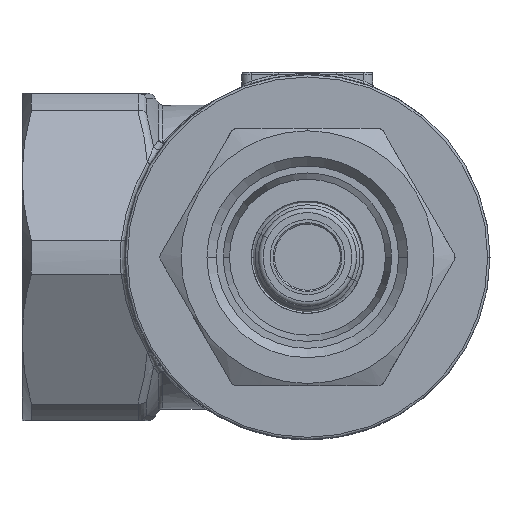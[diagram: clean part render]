
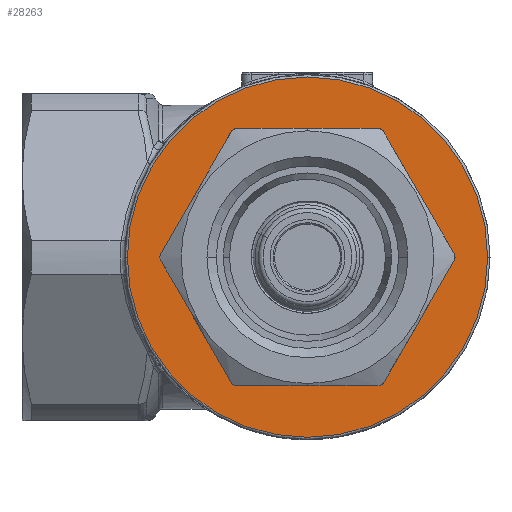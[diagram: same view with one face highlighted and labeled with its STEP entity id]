
A CAD part, front view. The second image highlights one B-rep face of the part: STEP entity #28263.
In plain terms, the highlighted planar face has unit normal (0, -1, 0).
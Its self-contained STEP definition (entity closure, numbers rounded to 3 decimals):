
#5465 = EDGE_LOOP ( 'NONE', ( #23218, #23214 ) ) ;
#5466 = EDGE_LOOP ( 'NONE', ( #16951, #23275 ) ) ;
#6928 = FACE_OUTER_BOUND ( 'NONE', #5465, .T. ) ;
#6943 = FACE_BOUND ( 'NONE', #5466, .T. ) ;
#6945 = PLANE ( 'NONE',  #26471 ) ;
#6954 = CARTESIAN_POINT ( 'NONE',  ( 0., -63.92, 0. ) ) ;
#6955 = DIRECTION ( 'NONE',  ( 0., -1., 0. ) ) ;
#6956 = DIRECTION ( 'NONE',  ( -1., 0., 0. ) ) ;
#8085 = CARTESIAN_POINT ( 'NONE',  ( 0., -63.92, 25.75 ) ) ;
#8259 = CARTESIAN_POINT ( 'NONE',  ( 0., -63.92, -25.75 ) ) ;
#15824 = CIRCLE ( 'NONE', #15827, 25.75 ) ;
#15827 = AXIS2_PLACEMENT_3D ( 'NONE', #25115, #25116, #25117 ) ;
#16951 = ORIENTED_EDGE ( 'NONE', *, *, #33802, .T. ) ;
#23214 = ORIENTED_EDGE ( 'NONE', *, *, #26163, .T. ) ;
#23218 = ORIENTED_EDGE ( 'NONE', *, *, #26168, .T. ) ;
#23275 = ORIENTED_EDGE ( 'NONE', *, *, #26173, .T. ) ;
#23526 = AXIS2_PLACEMENT_3D ( 'NONE', #32914, #32915, #32916 ) ;
#23534 = CIRCLE ( 'NONE', #23526, 38.5 ) ;
#23535 = CIRCLE ( 'NONE', #23540, 38.5 ) ;
#23537 = CIRCLE ( 'NONE', #23544, 25.75 ) ;
#23540 = AXIS2_PLACEMENT_3D ( 'NONE', #32922, #32923, #32924 ) ;
#23544 = AXIS2_PLACEMENT_3D ( 'NONE', #32928, #32929, #32930 ) ;
#23615 = VERTEX_POINT ( 'NONE', #32671 ) ;
#23618 = VERTEX_POINT ( 'NONE', #32674 ) ;
#25115 = CARTESIAN_POINT ( 'NONE',  ( 0., -63.92, 0. ) ) ;
#25116 = DIRECTION ( 'NONE',  ( 0., 1., 0. ) ) ;
#25117 = DIRECTION ( 'NONE',  ( -1., 0., 0. ) ) ;
#26163 = EDGE_CURVE ( 'NONE', #23618, #23615, #23534, .T. ) ;
#26168 = EDGE_CURVE ( 'NONE', #23615, #23618, #23535, .T. ) ;
#26173 = EDGE_CURVE ( 'NONE', #28518, #28584, #23537, .T. ) ;
#26471 = AXIS2_PLACEMENT_3D ( 'NONE', #6954, #6955, #6956 ) ;
#28263 = ADVANCED_FACE ( 'NONE', ( #6943, #6928 ), #6945, .T. ) ;
#28518 = VERTEX_POINT ( 'NONE', #8085 ) ;
#28584 = VERTEX_POINT ( 'NONE', #8259 ) ;
#32671 = CARTESIAN_POINT ( 'NONE',  ( 38.5, -63.92, 0. ) ) ;
#32674 = CARTESIAN_POINT ( 'NONE',  ( -38.5, -63.92, 0. ) ) ;
#32914 = CARTESIAN_POINT ( 'NONE',  ( 0., -63.92, 0. ) ) ;
#32915 = DIRECTION ( 'NONE',  ( 0., -1., 0. ) ) ;
#32916 = DIRECTION ( 'NONE',  ( -1., 0., 0. ) ) ;
#32922 = CARTESIAN_POINT ( 'NONE',  ( 0., -63.92, 0. ) ) ;
#32923 = DIRECTION ( 'NONE',  ( 0., -1., 0. ) ) ;
#32924 = DIRECTION ( 'NONE',  ( -1., 0., 0. ) ) ;
#32928 = CARTESIAN_POINT ( 'NONE',  ( 0., -63.92, 0. ) ) ;
#32929 = DIRECTION ( 'NONE',  ( 0., 1., 0. ) ) ;
#32930 = DIRECTION ( 'NONE',  ( -1., 0., 0. ) ) ;
#33802 = EDGE_CURVE ( 'NONE', #28584, #28518, #15824, .T. ) ;
